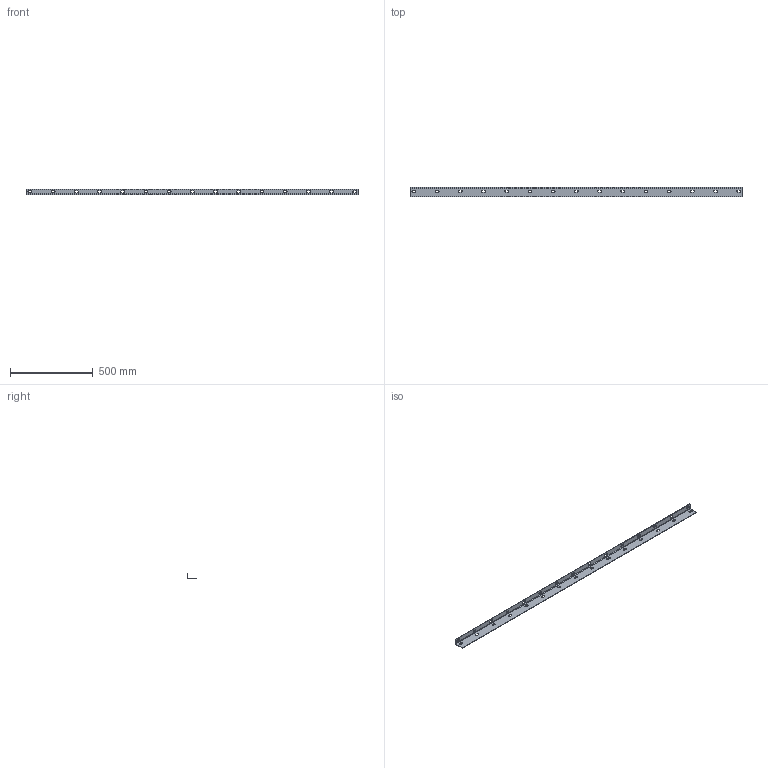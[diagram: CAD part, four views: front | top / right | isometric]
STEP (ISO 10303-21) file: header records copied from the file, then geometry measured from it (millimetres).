
FILE_DESCRIPTION (( 'STEP AP203' ), '1' );
FILE_NAME ('PcP vinkeljernbæring 60x35x2003mm.STEP', '2013-12-05T12:18:43', ( '' ), ( '' ), 'SwSTEP 2.0', 'SolidWorks 2013', '' );
FILE_SCHEMA (( 'CONFIG_CONTROL_DESIGN' ));
Length unit declared in the file: millimetre
Products named in the file (1): PcP vinkeljernbæring 60x35x2003mm
Bounding box: 2003 x 59.93 x 35 mm (x, y, z)
Volume: 517164.1 mm3; surface area: 362809.7 mm2
Topology: 1 solids, 1 shells, 134 faces, 388 edges, 256 vertices
Faces by surface type: plane 72, cylinder 62
Entity records: 4629 total; most frequent: DIRECTION 782, CARTESIAN_POINT 779, ORIENTED_EDGE 776, EDGE_CURVE 388, VECTOR 264, LINE 264, AXIS2_PLACEMENT_3D 259, VERTEX_POINT 256
